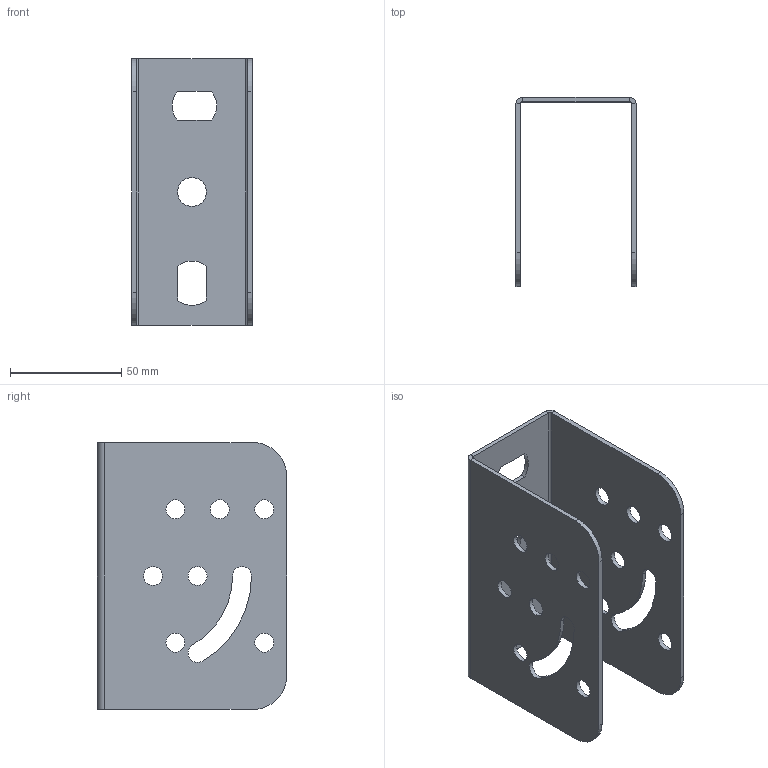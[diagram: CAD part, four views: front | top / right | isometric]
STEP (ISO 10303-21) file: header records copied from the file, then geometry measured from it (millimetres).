
FILE_DESCRIPTION (( 'STEP AP203' ), '1' );
FILE_NAME ('Êðåïëåíèå ê ïîòîëêó BSV-29_BSV2901.STEP', '2012-11-20T06:31:35', ( 'Àñååâ' ), ( '' ), 'SwSTEP 2.0', 'SolidWorks 2012', '' );
FILE_SCHEMA (( 'CONFIG_CONTROL_DESIGN' ));
Length unit declared in the file: millimetre
Products named in the file (1): Êðåïëåíèå ê ïîòîëêó BSV-29_BSV2901
Bounding box: 54 x 85 x 120 mm (x, y, z)
Volume: 47535 mm3; surface area: 50342.7 mm2
Topology: 1 solids, 1 shells, 57 faces, 149 edges, 94 vertices
Faces by surface type: cylinder 35, plane 22
Full cylindrical faces by diameter (mm): 8.5 x14, 13 x1
Entity records: 1843 total; most frequent: DIRECTION 320, CARTESIAN_POINT 286, ORIENTED_EDGE 268, EDGE_CURVE 134, AXIS2_PLACEMENT_3D 128, EDGE_LOOP 110, VERTEX_POINT 94, FACE_OUTER_BOUND 72
